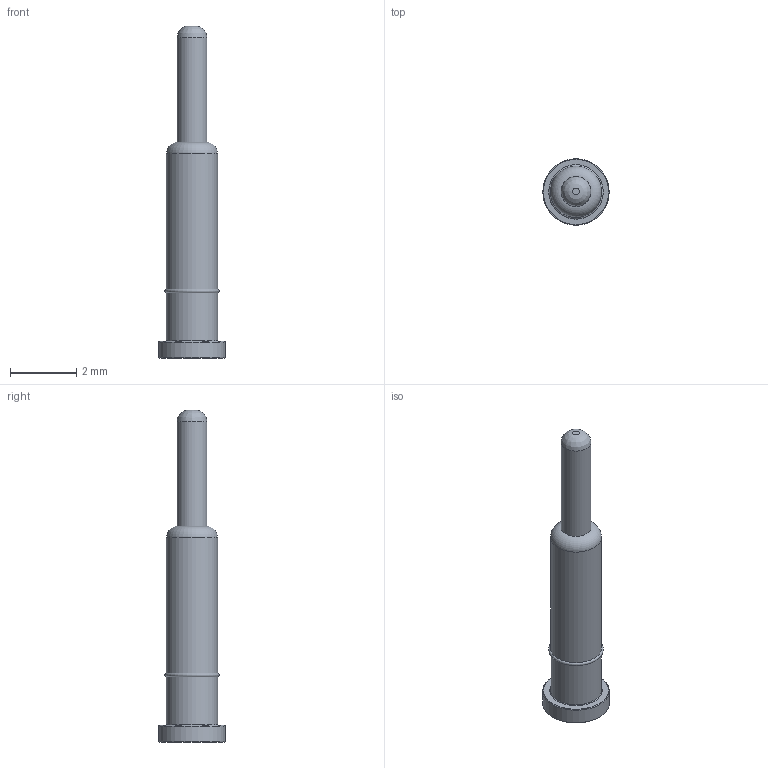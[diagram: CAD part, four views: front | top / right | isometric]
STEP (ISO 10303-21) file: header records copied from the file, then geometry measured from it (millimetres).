
FILE_DESCRIPTION(('FreeCAD Model'),'2;1');
FILE_NAME('Open CASCADE Shape Model','2026-01-09T04:26:20',( 'kicad StepUp'),('ksu MCAD'),'Open CASCADE STEP processor 7.8', 'FreeCAD','Unknown');
FILE_SCHEMA(('AUTOMOTIVE_DESIGN { 1 0 10303 214 1 1 1 1 }'));
Length unit declared in the file: millimetre
Products named in the file (3): POGO PIN (C2842933) v2; Base; Pin
Assembly tree (2 placements, depth 2):
  POGO PIN (C2842933) v2
    Base
    Pin
Bounding box: 2 x 2 x 10 mm (x, y, z)
Volume: 11 mm3; surface area: 65.5 mm2
Topology: 2 solids, 2 shells, 16 faces, 28 edges, 17 vertices
Faces by surface type: torus 5, cylinder 5, plane 5, bspline 1
Full cylindrical faces by diameter (mm): 0.9 x2, 1.54 x2, 2 x1
Entity records: 483 total; most frequent: CARTESIAN_POINT 90, DIRECTION 87, ORIENTED_EDGE 56, AXIS2_PLACEMENT_3D 41, EDGE_CURVE 28, CIRCLE 23, FACE_BOUND 17, EDGE_LOOP 17
